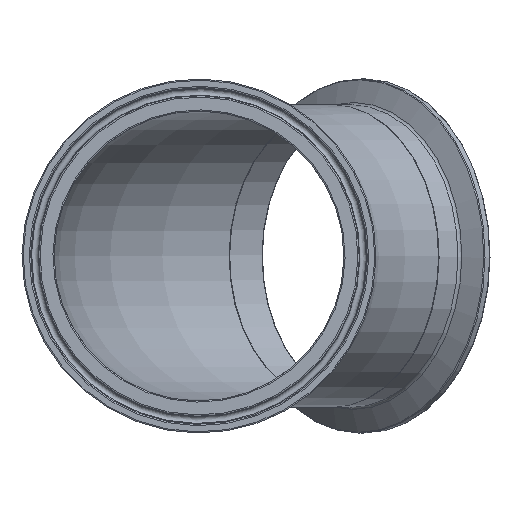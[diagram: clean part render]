
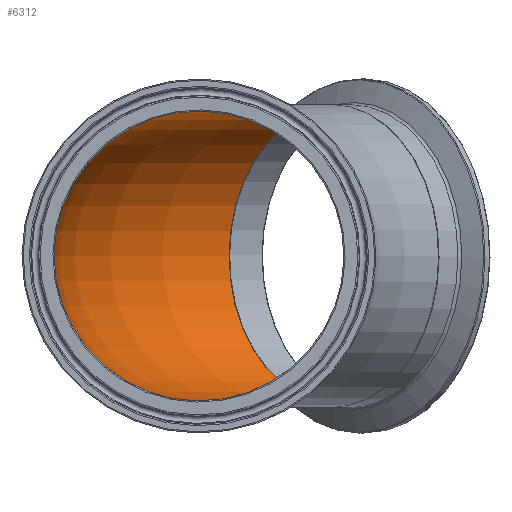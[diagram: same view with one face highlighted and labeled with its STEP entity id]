
A CAD part, front view. The second image highlights one B-rep face of the part: STEP entity #6312.
In plain terms, the highlighted toroidal (fillet/blend) face has major radius 152.4 mm and minor radius 48.692 mm.
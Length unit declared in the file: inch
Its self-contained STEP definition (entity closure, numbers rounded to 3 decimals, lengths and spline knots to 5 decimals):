
#63=CIRCLE('',#6566,1.917);
#64=CIRCLE('',#6567,1.917);
#293=FACE_BOUND('',#1826,.T.);
#1391=FACE_OUTER_BOUND('',#1825,.T.);
#1825=EDGE_LOOP('',(#5816));
#1826=EDGE_LOOP('',(#5817));
#3050=VERTEX_POINT('',#13994);
#3051=VERTEX_POINT('',#13996);
#3975=EDGE_CURVE('',#3050,#3050,#63,.T.);
#3976=EDGE_CURVE('',#3051,#3051,#64,.T.);
#5816=ORIENTED_EDGE('',*,*,#3975,.F.);
#5817=ORIENTED_EDGE('',*,*,#3976,.F.);
#5876=TOROIDAL_SURFACE('',#6565,6.,1.917);
#6312=ADVANCED_FACE('',(#1391,#293),#5876,.F.);
#6565=AXIS2_PLACEMENT_3D('',#13993,#7360,#7361);
#6566=AXIS2_PLACEMENT_3D('',#13995,#7362,#7363);
#6567=AXIS2_PLACEMENT_3D('',#13997,#7364,#7365);
#7360=DIRECTION('center_axis',(0.,0.,
1.));
#7361=DIRECTION('ref_axis',(-0.707,0.707,0.));
#7362=DIRECTION('center_axis',(0.,1.,0.));
#7363=DIRECTION('ref_axis',(-1.,0.,0.));
#7364=DIRECTION('center_axis',(-0.707,-0.707,0.));
#7365=DIRECTION('ref_axis',(-0.707,0.707,0.));
#13993=CARTESIAN_POINT('Origin',(4.24264,0.625,0.));
#13994=CARTESIAN_POINT('',(-3.67436,0.625,0.));
#13995=CARTESIAN_POINT('Origin',(-1.75736,0.625,0.));
#13996=CARTESIAN_POINT('',(-1.35552,6.22316,0.));
#13997=CARTESIAN_POINT('Origin',(0.,4.86764,
0.));
